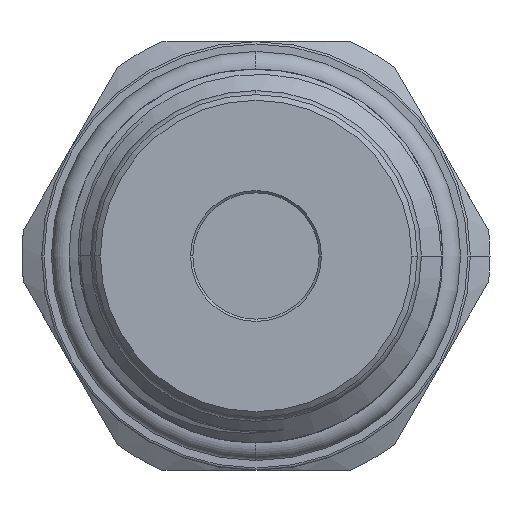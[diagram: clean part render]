
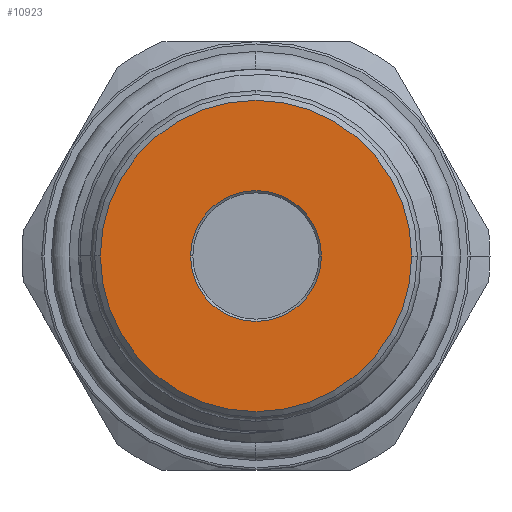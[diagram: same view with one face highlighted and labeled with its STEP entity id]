
A CAD part, left-side view. The second image highlights one B-rep face of the part: STEP entity #10923.
In plain terms, the highlighted planar face has unit normal (-1, 0, 0).
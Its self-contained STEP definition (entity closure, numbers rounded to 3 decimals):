
#264 = EDGE_CURVE ( 'NONE', #10034, #8783, #4195, .T. ) ;
#323 = EDGE_CURVE ( 'NONE', #8894, #9037, #3658, .T. ) ;
#477 = AXIS2_PLACEMENT_3D ( 'NONE', #7354, #7321, #7320 ) ;
#675 = AXIS2_PLACEMENT_3D ( 'NONE', #13431, #13439, #13446 ) ;
#683 = AXIS2_PLACEMENT_3D ( 'NONE', #13344, #13346, #13354 ) ;
#957 = AXIS2_PLACEMENT_3D ( 'NONE', #7456, #7457, #7458 ) ;
#1000 = AXIS2_PLACEMENT_3D ( 'NONE', #5174, #5168, #5161 ) ;
#2573 = CARTESIAN_POINT ( 'NONE',  ( -77.1, -5.8, 0. ) ) ;
#2758 = CARTESIAN_POINT ( 'NONE',  ( -77.1, 13.8, 0. ) ) ;
#3094 = CARTESIAN_POINT ( 'NONE',  ( -77.1, -13.8, 0. ) ) ;
#3593 = EDGE_LOOP ( 'NONE', ( #11905, #13106 ) ) ;
#3658 = CIRCLE ( 'NONE', #957, 13.8 ) ;
#3738 = CIRCLE ( 'NONE', #675, 13.8 ) ;
#3814 = CIRCLE ( 'NONE', #683, 5.8 ) ;
#4179 = EDGE_LOOP ( 'NONE', ( #12814, #11928 ) ) ;
#4195 = CIRCLE ( 'NONE', #477, 5.8 ) ;
#4506 = PLANE ( 'NONE',  #1000 ) ;
#5161 = DIRECTION ( 'NONE',  ( 0., 1., 0. ) ) ;
#5168 = DIRECTION ( 'NONE',  ( -1., 0., 0. ) ) ;
#5174 = CARTESIAN_POINT ( 'NONE',  ( -77.1, 0., 0. ) ) ;
#7100 = FACE_BOUND ( 'NONE', #4179, .T. ) ;
#7107 = FACE_OUTER_BOUND ( 'NONE', #3593, .T. ) ;
#7320 = DIRECTION ( 'NONE',  ( 0., 1., 0. ) ) ;
#7321 = DIRECTION ( 'NONE',  ( 1., 0., 0. ) ) ;
#7354 = CARTESIAN_POINT ( 'NONE',  ( -77.1, 0., 0. ) ) ;
#7456 = CARTESIAN_POINT ( 'NONE',  ( -77.1, 0., 0. ) ) ;
#7457 = DIRECTION ( 'NONE',  ( -1., 0., 0. ) ) ;
#7458 = DIRECTION ( 'NONE',  ( 0., 1., 0. ) ) ;
#8783 = VERTEX_POINT ( 'NONE', #2573 ) ;
#8894 = VERTEX_POINT ( 'NONE', #2758 ) ;
#9037 = VERTEX_POINT ( 'NONE', #3094 ) ;
#10034 = VERTEX_POINT ( 'NONE', #11335 ) ;
#10509 = EDGE_CURVE ( 'NONE', #8783, #10034, #3814, .T. ) ;
#10515 = EDGE_CURVE ( 'NONE', #9037, #8894, #3738, .T. ) ;
#10923 = ADVANCED_FACE ( 'NONE', ( #7100, #7107 ), #4506, .T. ) ;
#11335 = CARTESIAN_POINT ( 'NONE',  ( -77.1, 5.8, 0. ) ) ;
#11905 = ORIENTED_EDGE ( 'NONE', *, *, #10515, .T. ) ;
#11928 = ORIENTED_EDGE ( 'NONE', *, *, #10509, .T. ) ;
#12814 = ORIENTED_EDGE ( 'NONE', *, *, #264, .T. ) ;
#13106 = ORIENTED_EDGE ( 'NONE', *, *, #323, .T. ) ;
#13344 = CARTESIAN_POINT ( 'NONE',  ( -77.1, 0., 0. ) ) ;
#13346 = DIRECTION ( 'NONE',  ( 1., 0., 0. ) ) ;
#13354 = DIRECTION ( 'NONE',  ( 0., 1., 0. ) ) ;
#13431 = CARTESIAN_POINT ( 'NONE',  ( -77.1, 0., 0. ) ) ;
#13439 = DIRECTION ( 'NONE',  ( -1., 0., 0. ) ) ;
#13446 = DIRECTION ( 'NONE',  ( 0., 1., 0. ) ) ;
